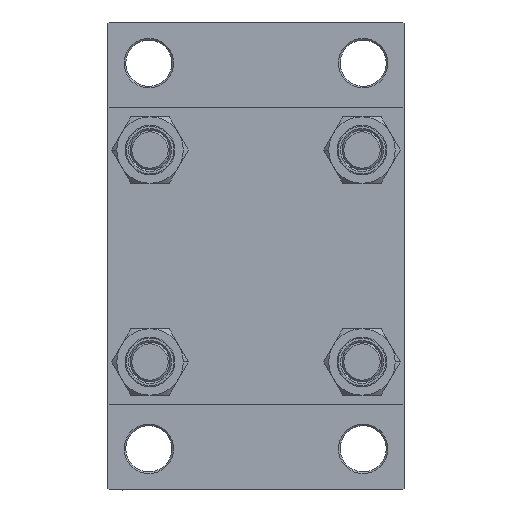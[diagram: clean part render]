
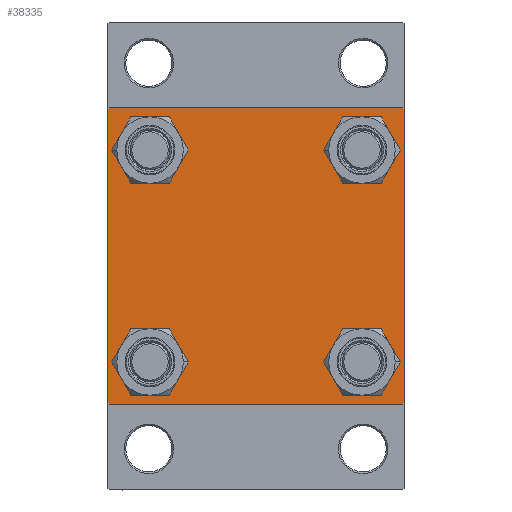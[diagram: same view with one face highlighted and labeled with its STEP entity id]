
A CAD part, left-side view. The second image highlights one B-rep face of the part: STEP entity #38335.
In plain terms, the highlighted planar face has unit normal (-1, 0, 0).
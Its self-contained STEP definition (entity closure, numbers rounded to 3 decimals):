
#61 = DIRECTION ( 'NONE',  ( 0., 0.707, -0.707 ) ) ;
#543 = DIRECTION ( 'NONE',  ( 1., 0., 0. ) ) ;
#735 = EDGE_CURVE ( 'NONE', #23670, #5390, #18716, .T. ) ;
#752 = EDGE_LOOP ( 'NONE', ( #7365, #9806 ) ) ;
#852 = CARTESIAN_POINT ( 'NONE',  ( 0., 32.15, 32.15 ) ) ;
#961 = VERTEX_POINT ( 'NONE', #34693 ) ;
#1354 = LINE ( 'NONE', #23268, #4139 ) ;
#1590 = EDGE_CURVE ( 'NONE', #961, #38976, #1354, .T. ) ;
#1733 = EDGE_LOOP ( 'NONE', ( #20321, #17031 ) ) ;
#1857 = CARTESIAN_POINT ( 'NONE',  ( 0., -32.15, -32.15 ) ) ;
#2155 = VERTEX_POINT ( 'NONE', #11506 ) ;
#2441 = ORIENTED_EDGE ( 'NONE', *, *, #9957, .T. ) ;
#2527 = CIRCLE ( 'NONE', #23080, 6.5 ) ;
#3378 = VERTEX_POINT ( 'NONE', #16902 ) ;
#3685 = CARTESIAN_POINT ( 'NONE',  ( 0., 32.15, -32.15 ) ) ;
#3934 = CARTESIAN_POINT ( 'NONE',  ( 0., 44.5, 45. ) ) ;
#4139 = VECTOR ( 'NONE', #44762, 1000. ) ;
#4372 = FACE_BOUND ( 'NONE', #28307, .T. ) ;
#4559 = VERTEX_POINT ( 'NONE', #3934 ) ;
#4858 = CARTESIAN_POINT ( 'NONE',  ( 0., -44.75, -44.75 ) ) ;
#4918 = EDGE_CURVE ( 'NONE', #32701, #2155, #41606, .T. ) ;
#5390 = VERTEX_POINT ( 'NONE', #40777 ) ;
#5712 = AXIS2_PLACEMENT_3D ( 'NONE', #852, #15406, #44495 ) ;
#6011 = EDGE_CURVE ( 'NONE', #5390, #23670, #27900, .T. ) ;
#6319 = CARTESIAN_POINT ( 'NONE',  ( 0., 45., -44.5 ) ) ;
#6363 = DIRECTION ( 'NONE',  ( 0., 0., 1. ) ) ;
#6774 = CARTESIAN_POINT ( 'NONE',  ( 0., -32.15, -32.15 ) ) ;
#7232 = DIRECTION ( 'NONE',  ( 0., 0., 1. ) ) ;
#7253 = CARTESIAN_POINT ( 'NONE',  ( 0., 0., 0. ) ) ;
#7365 = ORIENTED_EDGE ( 'NONE', *, *, #6011, .T. ) ;
#7506 = DIRECTION ( 'NONE',  ( -1., 0., 0. ) ) ;
#7599 = EDGE_CURVE ( 'NONE', #8035, #33765, #34648, .T. ) ;
#8035 = VERTEX_POINT ( 'NONE', #10745 ) ;
#8397 = DIRECTION ( 'NONE',  ( 0., 0., -1. ) ) ;
#8567 = DIRECTION ( 'NONE',  ( 0., -1., 0. ) ) ;
#9393 = CARTESIAN_POINT ( 'NONE',  ( 0., -32.15, -38.65 ) ) ;
#9806 = ORIENTED_EDGE ( 'NONE', *, *, #735, .T. ) ;
#9957 = EDGE_CURVE ( 'NONE', #14253, #47193, #10035, .T. ) ;
#10035 = CIRCLE ( 'NONE', #38200, 6.5 ) ;
#10745 = CARTESIAN_POINT ( 'NONE',  ( 0., -44.5, -45. ) ) ;
#10783 = DIRECTION ( 'NONE',  ( 1., 0., 0. ) ) ;
#11156 = AXIS2_PLACEMENT_3D ( 'NONE', #7253, #7506, #18679 ) ;
#11382 = ORIENTED_EDGE ( 'NONE', *, *, #46765, .F. ) ;
#11506 = CARTESIAN_POINT ( 'NONE',  ( 0., -32.15, 25.65 ) ) ;
#12788 = DIRECTION ( 'NONE',  ( 0., 0., 1. ) ) ;
#13159 = CARTESIAN_POINT ( 'NONE',  ( 0., -45., 44.5 ) ) ;
#13267 = EDGE_CURVE ( 'NONE', #44349, #20193, #40738, .T. ) ;
#13356 = CIRCLE ( 'NONE', #42304, 6.5 ) ;
#13360 = VERTEX_POINT ( 'NONE', #20884 ) ;
#14108 = EDGE_CURVE ( 'NONE', #24253, #3378, #2527, .T. ) ;
#14253 = VERTEX_POINT ( 'NONE', #31883 ) ;
#15406 = DIRECTION ( 'NONE',  ( 1., 0., 0. ) ) ;
#15540 = CARTESIAN_POINT ( 'NONE',  ( 0., -45., 45. ) ) ;
#15758 = ORIENTED_EDGE ( 'NONE', *, *, #13267, .T. ) ;
#16122 = EDGE_LOOP ( 'NONE', ( #36447, #22189 ) ) ;
#16162 = DIRECTION ( 'NONE',  ( 1., 0., 0. ) ) ;
#16356 = CARTESIAN_POINT ( 'NONE',  ( 0., 32.15, 32.15 ) ) ;
#16902 = CARTESIAN_POINT ( 'NONE',  ( 0., 32.15, -25.65 ) ) ;
#17031 = ORIENTED_EDGE ( 'NONE', *, *, #14108, .T. ) ;
#17419 = CARTESIAN_POINT ( 'NONE',  ( 0., 44.75, -44.75 ) ) ;
#17534 = DIRECTION ( 'NONE',  ( 0., 0., 1. ) ) ;
#18182 = LINE ( 'NONE', #32734, #27196 ) ;
#18422 = DIRECTION ( 'NONE',  ( 0., 0., 1. ) ) ;
#18449 = FACE_OUTER_BOUND ( 'NONE', #32891, .T. ) ;
#18679 = DIRECTION ( 'NONE',  ( 0., 0., 1. ) ) ;
#18716 = CIRCLE ( 'NONE', #24797, 6.5 ) ;
#19201 = EDGE_CURVE ( 'NONE', #13360, #8035, #19280, .T. ) ;
#19280 = LINE ( 'NONE', #41241, #36217 ) ;
#20193 = VERTEX_POINT ( 'NONE', #24740 ) ;
#20227 = AXIS2_PLACEMENT_3D ( 'NONE', #21999, #543, #18422 ) ;
#20321 = ORIENTED_EDGE ( 'NONE', *, *, #39812, .T. ) ;
#20733 = DIRECTION ( 'NONE',  ( 0., -0.707, -0.707 ) ) ;
#20884 = CARTESIAN_POINT ( 'NONE',  ( 0., 44.5, -45. ) ) ;
#20973 = LINE ( 'NONE', #17419, #46322 ) ;
#21302 = EDGE_CURVE ( 'NONE', #47193, #14253, #41623, .T. ) ;
#21999 = CARTESIAN_POINT ( 'NONE',  ( 0., -32.15, 32.15 ) ) ;
#22189 = ORIENTED_EDGE ( 'NONE', *, *, #22406, .T. ) ;
#22357 = CARTESIAN_POINT ( 'NONE',  ( 0., -44.75, 44.75 ) ) ;
#22406 = EDGE_CURVE ( 'NONE', #2155, #32701, #25530, .T. ) ;
#23063 = DIRECTION ( 'NONE',  ( 0., 0.707, 0.707 ) ) ;
#23080 = AXIS2_PLACEMENT_3D ( 'NONE', #39025, #16162, #6363 ) ;
#23221 = LINE ( 'NONE', #37075, #28772 ) ;
#23268 = CARTESIAN_POINT ( 'NONE',  ( 0., 45., 45. ) ) ;
#23670 = VERTEX_POINT ( 'NONE', #9393 ) ;
#24028 = DIRECTION ( 'NONE',  ( 1., 0., 0. ) ) ;
#24253 = VERTEX_POINT ( 'NONE', #44836 ) ;
#24740 = CARTESIAN_POINT ( 'NONE',  ( 0., -44.5, 45. ) ) ;
#24797 = AXIS2_PLACEMENT_3D ( 'NONE', #1857, #24028, #30962 ) ;
#25530 = CIRCLE ( 'NONE', #44612, 6.5 ) ;
#25739 = VECTOR ( 'NONE', #8397, 1000. ) ;
#26452 = CARTESIAN_POINT ( 'NONE',  ( 0., -32.15, 38.65 ) ) ;
#26938 = ORIENTED_EDGE ( 'NONE', *, *, #21302, .T. ) ;
#27029 = DIRECTION ( 'NONE',  ( 0., -0.707, 0.707 ) ) ;
#27056 = EDGE_CURVE ( 'NONE', #4559, #961, #18182, .T. ) ;
#27196 = VECTOR ( 'NONE', #61, 1000. ) ;
#27595 = ORIENTED_EDGE ( 'NONE', *, *, #19201, .T. ) ;
#27792 = EDGE_CURVE ( 'NONE', #4559, #20193, #23221, .T. ) ;
#27900 = CIRCLE ( 'NONE', #39300, 6.5 ) ;
#28307 = EDGE_LOOP ( 'NONE', ( #26938, #2441 ) ) ;
#28772 = VECTOR ( 'NONE', #37777, 1000. ) ;
#30901 = DIRECTION ( 'NONE',  ( 1., 0., 0. ) ) ;
#30954 = CARTESIAN_POINT ( 'NONE',  ( 0., 32.15, 38.65 ) ) ;
#30962 = DIRECTION ( 'NONE',  ( 0., 0., 1. ) ) ;
#31844 = DIRECTION ( 'NONE',  ( 1., 0., 0. ) ) ;
#31883 = CARTESIAN_POINT ( 'NONE',  ( 0., 32.15, 25.65 ) ) ;
#32475 = DIRECTION ( 'NONE',  ( 0., 0., 1. ) ) ;
#32701 = VERTEX_POINT ( 'NONE', #26452 ) ;
#32734 = CARTESIAN_POINT ( 'NONE',  ( 0., 44.75, 44.75 ) ) ;
#32891 = EDGE_LOOP ( 'NONE', ( #42526, #35536, #27595, #34869, #11382, #15758, #34052, #34742 ) ) ;
#33765 = VERTEX_POINT ( 'NONE', #41201 ) ;
#34052 = ORIENTED_EDGE ( 'NONE', *, *, #27792, .F. ) ;
#34648 = LINE ( 'NONE', #4858, #38613 ) ;
#34693 = CARTESIAN_POINT ( 'NONE',  ( 0., 45., 44.5 ) ) ;
#34742 = ORIENTED_EDGE ( 'NONE', *, *, #27056, .T. ) ;
#34869 = ORIENTED_EDGE ( 'NONE', *, *, #7599, .T. ) ;
#35536 = ORIENTED_EDGE ( 'NONE', *, *, #46841, .T. ) ;
#36217 = VECTOR ( 'NONE', #8567, 1000. ) ;
#36447 = ORIENTED_EDGE ( 'NONE', *, *, #4918, .T. ) ;
#37075 = CARTESIAN_POINT ( 'NONE',  ( 0., 45., 45. ) ) ;
#37240 = LINE ( 'NONE', #15540, #25739 ) ;
#37281 = PLANE ( 'NONE',  #11156 ) ;
#37777 = DIRECTION ( 'NONE',  ( 0., -1., 0. ) ) ;
#38200 = AXIS2_PLACEMENT_3D ( 'NONE', #16356, #30901, #12788 ) ;
#38335 = ADVANCED_FACE ( 'NONE', ( #39911, #44683, #43985, #4372, #18449 ), #37281, .T. ) ;
#38613 = VECTOR ( 'NONE', #27029, 1000. ) ;
#38976 = VERTEX_POINT ( 'NONE', #6319 ) ;
#39025 = CARTESIAN_POINT ( 'NONE',  ( 0., 32.15, -32.15 ) ) ;
#39300 = AXIS2_PLACEMENT_3D ( 'NONE', #6774, #43495, #7232 ) ;
#39812 = EDGE_CURVE ( 'NONE', #3378, #24253, #13356, .T. ) ;
#39911 = FACE_BOUND ( 'NONE', #16122, .T. ) ;
#40607 = VECTOR ( 'NONE', #23063, 1000. ) ;
#40738 = LINE ( 'NONE', #22357, #40607 ) ;
#40777 = CARTESIAN_POINT ( 'NONE',  ( 0., -32.15, -25.65 ) ) ;
#41201 = CARTESIAN_POINT ( 'NONE',  ( 0., -45., -44.5 ) ) ;
#41241 = CARTESIAN_POINT ( 'NONE',  ( 0., 45., -45. ) ) ;
#41606 = CIRCLE ( 'NONE', #20227, 6.5 ) ;
#41623 = CIRCLE ( 'NONE', #5712, 6.5 ) ;
#42304 = AXIS2_PLACEMENT_3D ( 'NONE', #3685, #31844, #17534 ) ;
#42526 = ORIENTED_EDGE ( 'NONE', *, *, #1590, .T. ) ;
#43495 = DIRECTION ( 'NONE',  ( 1., 0., 0. ) ) ;
#43985 = FACE_BOUND ( 'NONE', #1733, .T. ) ;
#44349 = VERTEX_POINT ( 'NONE', #13159 ) ;
#44495 = DIRECTION ( 'NONE',  ( 0., 0., 1. ) ) ;
#44612 = AXIS2_PLACEMENT_3D ( 'NONE', #46562, #10783, #32475 ) ;
#44683 = FACE_BOUND ( 'NONE', #752, .T. ) ;
#44762 = DIRECTION ( 'NONE',  ( 0., 0., -1. ) ) ;
#44836 = CARTESIAN_POINT ( 'NONE',  ( 0., 32.15, -38.65 ) ) ;
#46322 = VECTOR ( 'NONE', #20733, 1000. ) ;
#46562 = CARTESIAN_POINT ( 'NONE',  ( 0., -32.15, 32.15 ) ) ;
#46765 = EDGE_CURVE ( 'NONE', #44349, #33765, #37240, .T. ) ;
#46841 = EDGE_CURVE ( 'NONE', #38976, #13360, #20973, .T. ) ;
#47193 = VERTEX_POINT ( 'NONE', #30954 ) ;
